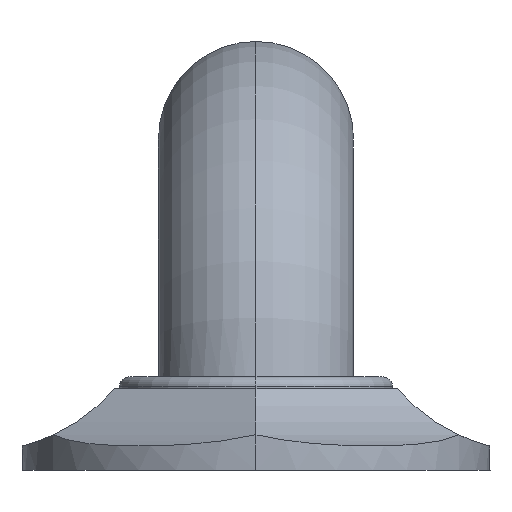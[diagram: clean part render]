
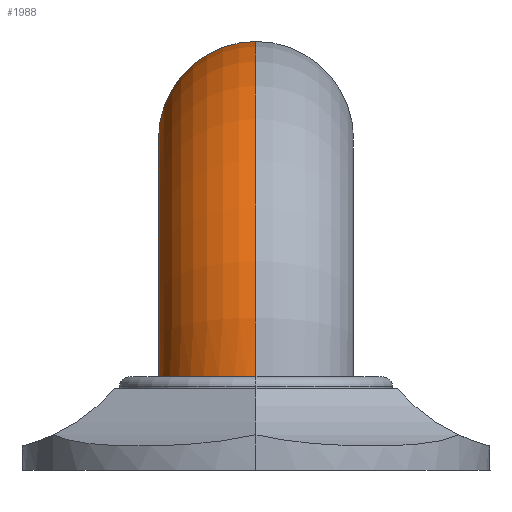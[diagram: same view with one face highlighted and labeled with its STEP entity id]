
A CAD part, left-side view. The second image highlights one B-rep face of the part: STEP entity #1988.
In plain terms, the highlighted toroidal (fillet/blend) face has major radius 41.275 mm and minor radius 15.875 mm.
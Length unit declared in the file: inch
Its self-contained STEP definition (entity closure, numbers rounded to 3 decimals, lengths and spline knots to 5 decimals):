
#549=CARTESIAN_POINT('',(-19.375,0.,0.5));
#550=DIRECTION('',(0.,1.,0.));
#551=DIRECTION('',(-0.995,0.,0.1));
#552=AXIS2_PLACEMENT_3D('',#549,#550,#551);
#554=CARTESIAN_POINT('',(-19.375,0.,2.125));
#555=DIRECTION('',(1.,0.,0.));
#556=DIRECTION('',(0.,0.,-1.));
#557=AXIS2_PLACEMENT_3D('',#554,#555,#556);
#559=CARTESIAN_POINT('',(-19.375,0.,2.125));
#560=DIRECTION('',(1.,0.,0.));
#561=DIRECTION('',(0.,1.,0.));
#562=AXIS2_PLACEMENT_3D('',#559,#560,#561);
#564=CARTESIAN_POINT('',(-20.36999,0.,0.6));
#565=CARTESIAN_POINT('',(-20.36999,0.01484,0.6));
#566=CARTESIAN_POINT('',(-20.37105,0.04444,0.6));
#567=CARTESIAN_POINT('',(-20.37581,0.08874,0.6));
#568=CARTESIAN_POINT('',(-20.38372,0.13251,0.6));
#569=CARTESIAN_POINT('',(-20.39477,0.17572,0.6));
#570=CARTESIAN_POINT('',(-20.40885,0.21796,0.6));
#571=CARTESIAN_POINT('',(-20.42596,0.2592,0.6));
#572=CARTESIAN_POINT('',(-20.44593,0.29906,0.6));
#573=CARTESIAN_POINT('',(-20.46877,0.33751,0.6));
#574=CARTESIAN_POINT('',(-20.49427,0.37418,0.6));
#575=CARTESIAN_POINT('',(-20.52237,0.40902,0.6));
#576=CARTESIAN_POINT('',(-20.55288,0.44175,0.6));
#577=CARTESIAN_POINT('',(-20.58566,0.47225,0.6));
#578=CARTESIAN_POINT('',(-20.62058,0.50035,0.6));
#579=CARTESIAN_POINT('',(-20.65737,0.52588,0.6));
#580=CARTESIAN_POINT('',(-20.69596,0.54876,0.6));
#581=CARTESIAN_POINT('',(-20.736,0.56879,0.6));
#582=CARTESIAN_POINT('',(-20.77747,0.58596,0.6));
#583=CARTESIAN_POINT('',(-20.81995,0.60009,0.6));
#584=CARTESIAN_POINT('',(-20.86343,0.61118,0.6));
#585=CARTESIAN_POINT('',(-20.90749,0.61913,0.6));
#586=CARTESIAN_POINT('',(-20.95207,0.62393,0.6));
#587=CARTESIAN_POINT('',(-20.99683,0.62553,0.6));
#588=CARTESIAN_POINT('',(-21.04158,0.62394,0.6));
#589=CARTESIAN_POINT('',(-21.08613,0.61916,0.6));
#590=CARTESIAN_POINT('',(-21.13014,0.61123,0.6));
#591=CARTESIAN_POINT('',(-21.17355,0.60016,0.6));
#592=CARTESIAN_POINT('',(-21.21596,0.58607,0.6));
#593=CARTESIAN_POINT('',(-21.25734,0.56894,0.6));
#594=CARTESIAN_POINT('',(-21.29729,0.54896,0.6));
#595=CARTESIAN_POINT('',(-21.33579,0.52614,0.6));
#596=CARTESIAN_POINT('',(-21.37248,0.50068,0.6));
#597=CARTESIAN_POINT('',(-21.40731,0.47263,0.6));
#598=CARTESIAN_POINT('',(-21.44001,0.4422,0.6));
#599=CARTESIAN_POINT('',(-21.47046,0.40952,0.6));
#600=CARTESIAN_POINT('',(-21.49851,0.37473,0.6));
#601=CARTESIAN_POINT('',(-21.52397,0.33808,0.6));
#602=CARTESIAN_POINT('',(-21.54679,0.29964,0.6));
#603=CARTESIAN_POINT('',(-21.56676,0.25977,0.6));
#604=CARTESIAN_POINT('',(-21.58387,0.21848,0.6));
#605=CARTESIAN_POINT('',(-21.59796,0.17618,0.6));
#606=CARTESIAN_POINT('',(-21.60902,0.13288,0.6));
#607=CARTESIAN_POINT('',(-21.61694,0.089,0.6));
#608=CARTESIAN_POINT('',(-21.62172,0.04458,0.6));
#609=CARTESIAN_POINT('',(-21.62278,0.01489,0.6));
#610=CARTESIAN_POINT('',(-21.62278,0.,0.6));
#960=CARTESIAN_POINT('',(-19.375,0.,0.5));
#961=DIRECTION('',(0.,1.,0.));
#962=DIRECTION('',(-0.999,0.,0.044));
#963=AXIS2_PLACEMENT_3D('',#960,#961,#962);
#1612=CARTESIAN_POINT('',(-19.375,0.,1.5));
#1613=CARTESIAN_POINT('',(-19.375,0.625,2.125));
#1614=VERTEX_POINT('',#1612);
#1615=VERTEX_POINT('',#1613);
#1616=CARTESIAN_POINT('',(-19.375,0.,2.75));
#1618=VERTEX_POINT('',#1616);
#1630=VERTEX_POINT('',#564);
#1631=VERTEX_POINT('',#610);
#1973=CARTESIAN_POINT('',(-19.375,0.,0.5));
#1974=DIRECTION('',(0.,1.,0.));
#1975=DIRECTION('',(1.,0.,0.));
#1976=AXIS2_PLACEMENT_3D('',#1973,#1974,#1975);
#1977=TOROIDAL_SURFACE('',#1976,1.625,0.625);
#1979=ORIENTED_EDGE('',*,*,#1978,.F.);
#1981=ORIENTED_EDGE('',*,*,#1980,.T.);
#1982=ORIENTED_EDGE('',*,*,#1965,.T.);
#1983=ORIENTED_EDGE('',*,*,#1963,.T.);
#1985=ORIENTED_EDGE('',*,*,#1984,.F.);
#1986=EDGE_LOOP('',(#1979,#1981,#1982,#1983,#1985));
#1987=FACE_OUTER_BOUND('',#1986,.F.);
#1988=ADVANCED_FACE('',(#1987),#1977,.T.);
#553=CIRCLE('',#552,1.);
#558=CIRCLE('',#557,0.625);
#563=CIRCLE('',#562,0.625);
#611=B_SPLINE_CURVE_WITH_KNOTS('',3,(#564,#565,#566,#567,#568,#569,#570,#571,
#572,#573,#574,#575,#576,#577,#578,#579,#580,#581,#582,#583,#584,#585,#586,#587,
#588,#589,#590,#591,#592,#593,#594,#595,#596,#597,#598,#599,#600,#601,#602,#603,
#604,#605,#606,#607,#608,#609,#610),.UNSPECIFIED.,.F.,.F.,(4,1,1,1,1,1,1,1,1,1,
1,1,1,1,1,1,1,1,1,1,1,1,1,1,1,1,1,1,1,1,1,1,1,1,1,1,1,1,1,1,1,1,1,1,4),(0.,
0.02273,0.04545,0.06818,0.09091,
0.11364,0.13636,0.15909,0.18182,
0.20455,0.22727,0.25,0.27273,0.29545,
0.31818,0.34091,0.36364,0.38636,
0.40909,0.43182,0.45455,0.47727,0.5,
0.52273,0.54545,0.56818,0.59091,
0.61364,0.63636,0.65909,0.68182,
0.70455,0.72727,0.75,0.77273,0.79545,
0.81818,0.84091,0.86364,0.88636,
0.90909,0.93182,0.95455,0.97727,1.),
.UNSPECIFIED.);
#964=CIRCLE('',#963,2.25);
#1963=EDGE_CURVE('',#1615,#1618,#563,.T.);
#1965=EDGE_CURVE('',#1614,#1615,#558,.T.);
#1978=EDGE_CURVE('',#1630,#1631,#611,.T.);
#1980=EDGE_CURVE('',#1630,#1614,#553,.T.);
#1984=EDGE_CURVE('',#1631,#1618,#964,.T.);
